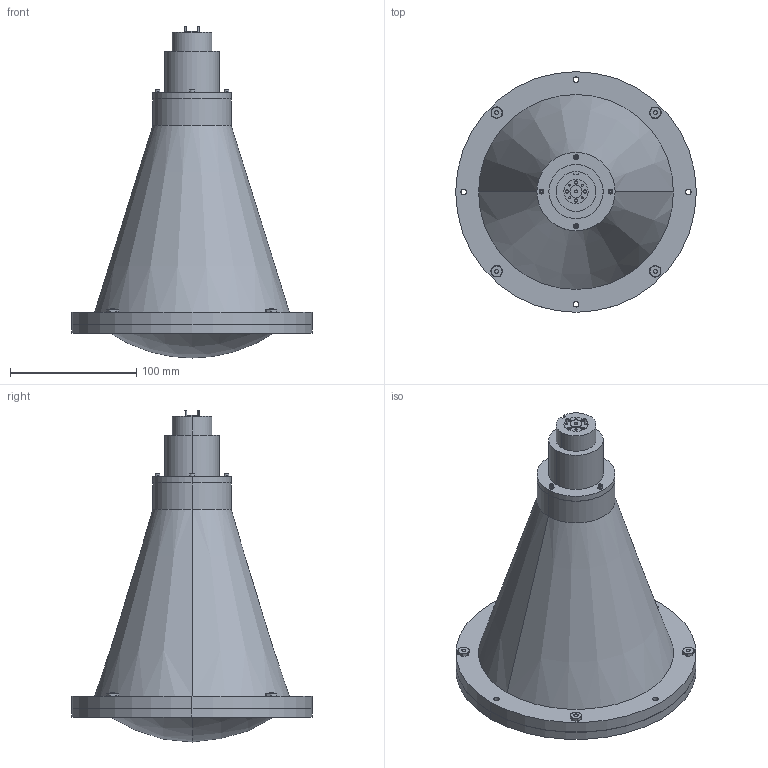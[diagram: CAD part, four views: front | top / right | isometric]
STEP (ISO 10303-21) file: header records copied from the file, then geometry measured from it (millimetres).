
FILE_DESCRIPTION (( 'STEP AP214' ), '1' );
FILE_NAME ('PEWAN1084-FMWAN1084.step', '2021-05-25T15:56:00', ( '' ), ( '' ), 'SwSTEP 2.0', 'SolidWorks 2020', '' );
FILE_SCHEMA (( 'AUTOMOTIVE_DESIGN' ));
Length unit declared in the file: inch
Products named in the file (1): PEWAN1084-FMWAN1084
Bounding box: 190.5 x 190.5 x 262.76 mm (x, y, z)
Volume: 2177071 mm3; surface area: 120631.1 mm2
Topology: 10 solids, 11 shells, 676 faces, 1647 edges, 1049 vertices
Faces by surface type: cylinder 354, plane 166, cone 138, bspline 16, sphere 2
Entity records: 27590 total; most frequent: CARTESIAN_POINT 12827, ORIENTED_EDGE 3294, DIRECTION 2799, EDGE_CURVE 1647, AXIS2_PLACEMENT_3D 1105, VERTEX_POINT 1049, EDGE_LOOP 750, FACE_OUTER_BOUND 676
